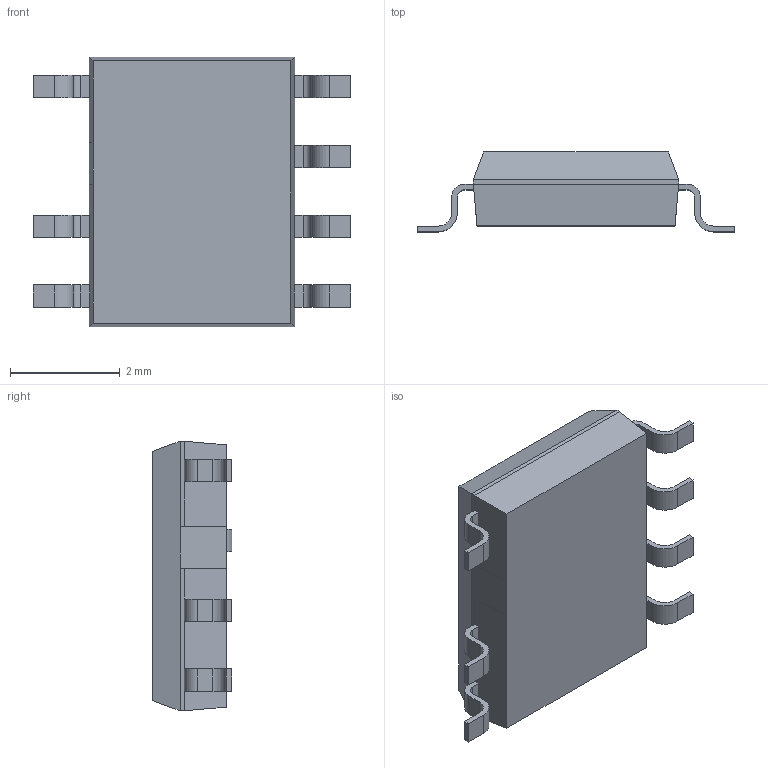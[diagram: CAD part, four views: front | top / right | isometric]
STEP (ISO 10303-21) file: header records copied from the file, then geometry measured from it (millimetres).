
FILE_DESCRIPTION (( 'STEP AP214' ), '1' );
FILE_NAME ('SO-8C.STEP', '2012-01-09T08:50:16', ( 'Master' ), ( '' ), 'SwSTEP 2.0', 'SolidWorks 2010', '' );
FILE_SCHEMA (( 'AUTOMOTIVE_DESIGN' ));
Length unit declared in the file: inch
Products named in the file (1): SO-8C
Bounding box: 5.78 x 1.45 x 4.9 mm (x, y, z)
Volume: 23.9 mm3; surface area: 67.1 mm2
Topology: 1 solids, 1 shells, 113 faces, 304 edges, 194 vertices
Faces by surface type: plane 83, cylinder 30
Entity records: 3790 total; most frequent: CARTESIAN_POINT 612, ORIENTED_EDGE 608, DIRECTION 592, EDGE_CURVE 304, VECTOR 244, LINE 244, VERTEX_POINT 194, AXIS2_PLACEMENT_3D 174
